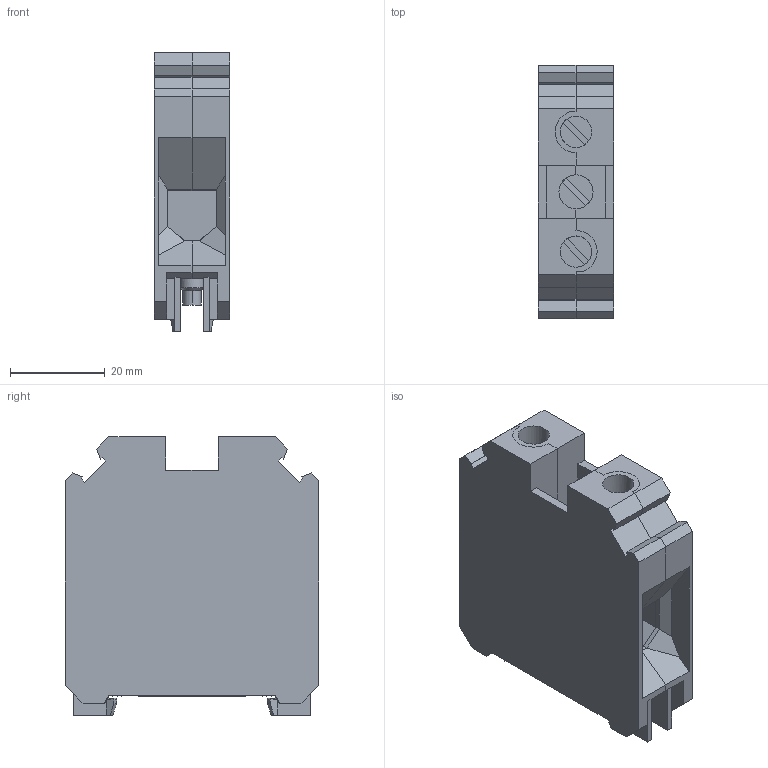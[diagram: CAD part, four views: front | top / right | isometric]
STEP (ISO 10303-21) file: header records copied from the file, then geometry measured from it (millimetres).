
FILE_DESCRIPTION(('Creo Elements/Direct Modeling STEP Export'),'2;1');
FILE_NAME('model.stp','2020-10-14T13:21:02',(''),(''),'Creo Elements/Direct Modeling STEP processor for AP214 (Solid Model)','Creo Elements/Direct Modeling 20.1A 29-Sep-2018 (C) Parametric Technology GmbH','');
FILE_SCHEMA(('AUTOMOTIVE_DESIGN { 1 0 10303 214 1 1 1 1 }'));
Length unit declared in the file: millimetre
Products named in the file (2): USLKG_35_N-Select
Assembly tree (1 placements, depth 2):
  USLKG_35_N-Select
    USLKG_35_N-Select
Bounding box: 16 x 53.4 x 58.6 mm (x, y, z)
Volume: 32803.5 mm3; surface area: 13943.4 mm2
Topology: 1 solids, 1 shells, 314 faces, 852 edges, 542 vertices
Faces by surface type: plane 278, cylinder 26, bspline 8, cone 2
Entity records: 12132 total; most frequent: CARTESIAN_POINT 2387, ORIENTED_EDGE 1704, DIRECTION 1198, EDGE_CURVE 852, VECTOR 672, LINE 672, VERTEX_POINT 542, EDGE_LOOP 316
